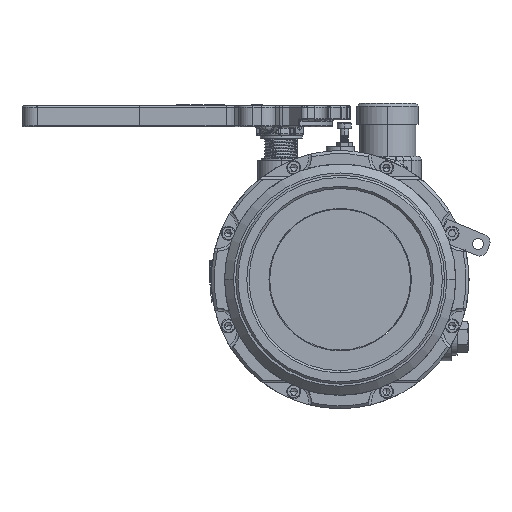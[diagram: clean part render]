
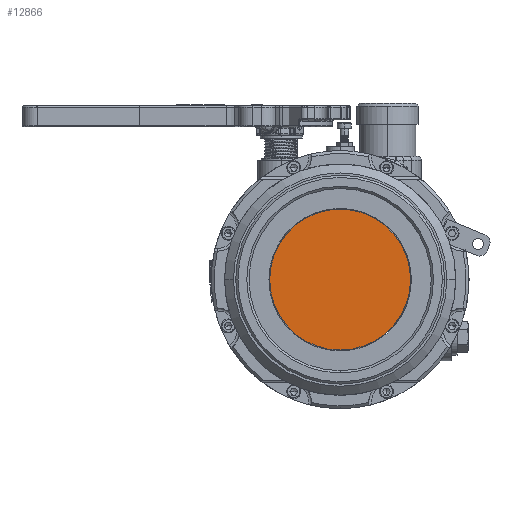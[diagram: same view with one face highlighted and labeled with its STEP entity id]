
A CAD part, left-side view. The second image highlights one B-rep face of the part: STEP entity #12866.
In plain terms, the highlighted planar face has unit normal (1, 0, 0).
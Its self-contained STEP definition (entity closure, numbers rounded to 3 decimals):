
#1167 = EDGE_LOOP ( 'NONE', ( #51708, #49348 ) ) ;
#12866 = ADVANCED_FACE ( 'NONE', ( #130906 ), #129551, .T. ) ;
#35806 = AXIS2_PLACEMENT_3D ( 'NONE', #37109, #37153, #37154 ) ;
#35902 = AXIS2_PLACEMENT_3D ( 'NONE', #38110, #38113, #38115 ) ;
#37109 = CARTESIAN_POINT ( 'NONE',  ( -168.298, 0., 0. ) ) ;
#37153 = DIRECTION ( 'NONE',  ( 1., 0., 0. ) ) ;
#37154 = DIRECTION ( 'NONE',  ( 0., 1., 0. ) ) ;
#38110 = CARTESIAN_POINT ( 'NONE',  ( -168.298, 0., 0. ) ) ;
#38113 = DIRECTION ( 'NONE',  ( 1., 0., 0. ) ) ;
#38115 = DIRECTION ( 'NONE',  ( 0., 1., 0. ) ) ;
#49348 = ORIENTED_EDGE ( 'NONE', *, *, #124577, .T. ) ;
#51708 = ORIENTED_EDGE ( 'NONE', *, *, #124729, .T. ) ;
#74120 = VERTEX_POINT ( 'NONE', #83807 ) ;
#74132 = VERTEX_POINT ( 'NONE', #83811 ) ;
#83807 = CARTESIAN_POINT ( 'NONE',  ( -168.298, 50.3, 0. ) ) ;
#83811 = CARTESIAN_POINT ( 'NONE',  ( -168.298, -50.3, 0. ) ) ;
#122153 = AXIS2_PLACEMENT_3D ( 'NONE', #129550, #129560, #129561 ) ;
#124577 = EDGE_CURVE ( 'NONE', #74132, #74120, #128588, .T. ) ;
#124729 = EDGE_CURVE ( 'NONE', #74120, #74132, #128703, .T. ) ;
#128588 = CIRCLE ( 'NONE', #35806, 50.3 ) ;
#128703 = CIRCLE ( 'NONE', #35902, 50.3 ) ;
#129550 = CARTESIAN_POINT ( 'NONE',  ( -168.298, 0., 0. ) ) ;
#129551 = PLANE ( 'NONE',  #122153 ) ;
#129560 = DIRECTION ( 'NONE',  ( 1., 0., 0. ) ) ;
#129561 = DIRECTION ( 'NONE',  ( 0., 0., -1. ) ) ;
#130906 = FACE_OUTER_BOUND ( 'NONE', #1167, .T. ) ;
